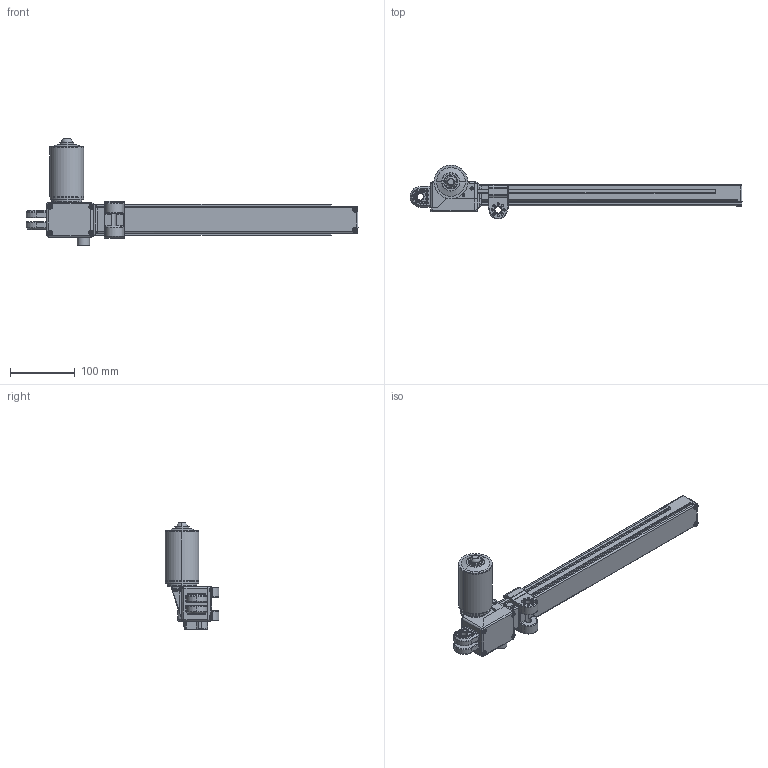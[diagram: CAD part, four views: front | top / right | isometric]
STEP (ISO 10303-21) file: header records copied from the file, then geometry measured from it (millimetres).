
FILE_DESCRIPTION (( 'STEP AP203' ), '1' );
FILE_NAME ('TA27-LPM11.STEP', '2018-01-15T02:41:52', ( '' ), ( '' ), 'SwSTEP 2.0', 'SolidWorks 2015', '' );
FILE_SCHEMA (( 'CONFIG_CONTROL_DESIGN' ));
Length unit declared in the file: millimetre
Products named in the file (1): TA27-LPM11
Bounding box: 512 x 83 x 165 mm (x, y, z)
Volume: 585435.1 mm3; surface area: 241722.5 mm2
Topology: 6 solids, 10 shells, 2311 faces, 5692 edges, 3431 vertices
Faces by surface type: plane 922, cylinder 648, torus 311, bspline 223, cone 177, sphere 30
Entity records: 76671 total; most frequent: CARTESIAN_POINT 23976, ORIENTED_EDGE 11266, DIRECTION 10743, EDGE_CURVE 5633, AXIS2_PLACEMENT_3D 3960, VERTEX_POINT 3426, LINE 2823, VECTOR 2823
